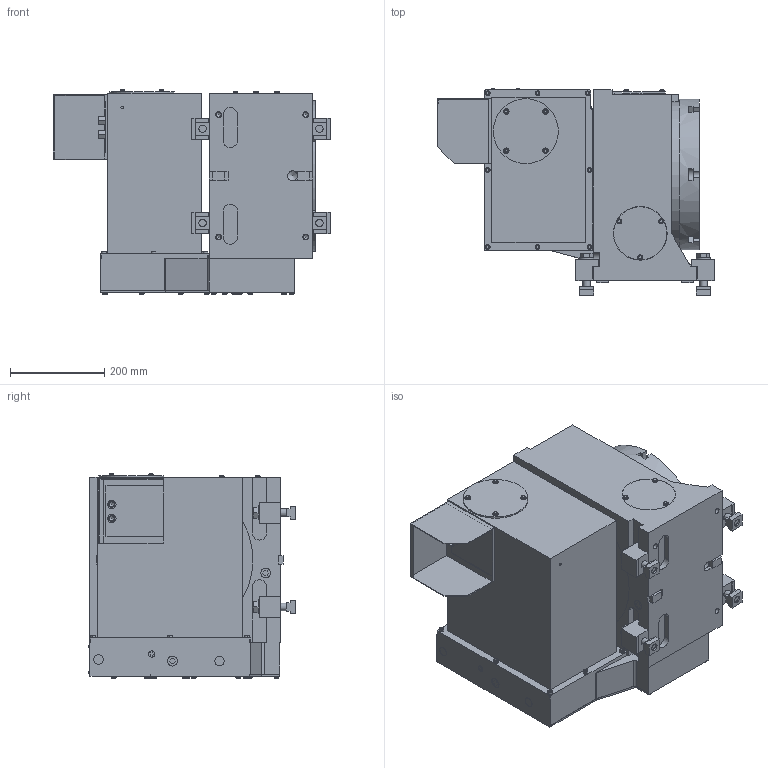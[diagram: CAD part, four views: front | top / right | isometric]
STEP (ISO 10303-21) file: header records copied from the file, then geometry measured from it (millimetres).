
FILE_DESCRIPTION(/* description */ ('Unknown'),/* implementation_level */ '2;1');
FILE_NAME(/* name */ 'TBX320BE01-Solid',/* time_stamp */ '2019-08-23T11:46:41+01:00',/* author */ ('Unknown'),/* organization */ ('Unknown'),/* preprocessor_version */ 'ST-DEVELOPER v16.7',/* originating_system */ 'DEX',/* authorisation */ $);
FILE_SCHEMA (('AUTOMOTIVE_DESIGN {1 0 10303 214 3 1 1}'));
Length unit declared in the file: millimetre
Products named in the file (1): TBX320BE01
Bounding box: 589 x 438.75 x 434.1 mm (x, y, z)
Volume: 58051607.4 mm3; surface area: 1621791 mm2
Topology: 1 solids, 33 shells, 929 faces, 2112 edges, 1390 vertices
Faces by surface type: plane 627, cylinder 226, cone 41, torus 34, bspline 1
Full cylindrical faces by diameter (mm): 5 x30, 5.6 x8, 6 x21, 7 x10, 8 x1, 9 x5, 10 x8, 10.5 x29, 10.7 x2, 11.5 x2, 12 x8, 12.5 x2, 13.157 x1, 14 x6, 15.6 x4, 16 x6, 18 x8, 20 x2, 20.955 x3, 21 x1, 30 x4, 34 x1, 108 x1, 110 x1, 110.5 x1, 113 x1, 114 x1, 134.6 x1, 138 x2, 309.5 x1
Entity records: 24295 total; most frequent: DIRECTION 4191, CARTESIAN_POINT 4115, ORIENTED_EDGE 3602, EDGE_CURVE 1801, AXIS2_PLACEMENT_3D 1461, FACE_BOUND 1371, VERTEX_POINT 1358, EDGE_LOOP 1340
